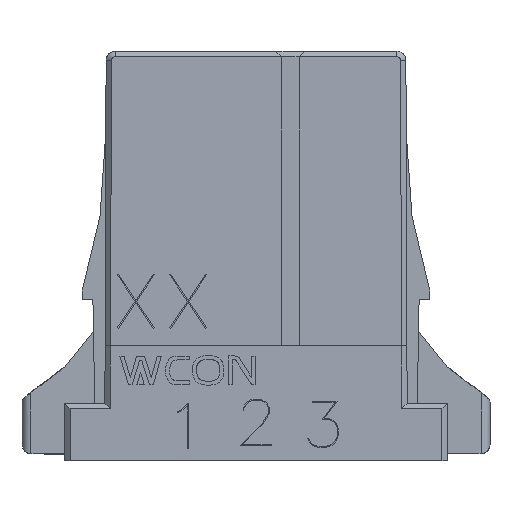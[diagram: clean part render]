
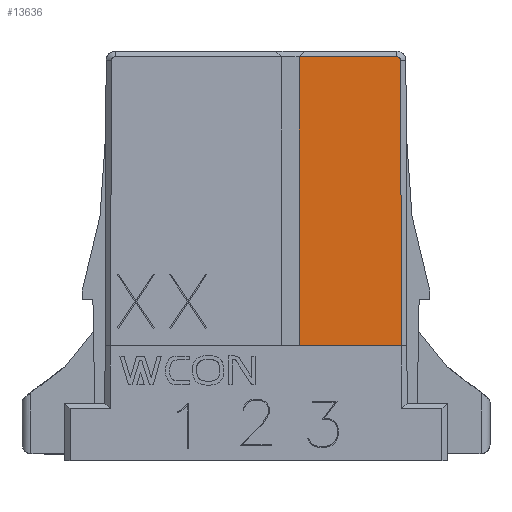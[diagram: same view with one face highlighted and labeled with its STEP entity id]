
A CAD part, front view. The second image highlights one B-rep face of the part: STEP entity #13636.
In plain terms, the highlighted free-form (B-spline) face has degree [1, 1] with [2, 2] control points.
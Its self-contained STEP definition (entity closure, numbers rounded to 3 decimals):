
#13103=CARTESIAN_POINT('',(6.215,-7.085,-16.4));
#13104=VERTEX_POINT('',#13103);
#13111=CARTESIAN_POINT('',(6.215,-7.029,-0.3));
#13112=VERTEX_POINT('',#13111);
#13113=CARTESIAN_POINT('',(6.215,-7.085,-16.4));
#13114=DIRECTION('',(0.,0.003,1.));
#13115=VECTOR('',#13114,16.1);
#13116=LINE('',#13113,#13115);
#13117=EDGE_CURVE('',#13104,#13112,#13116,.T.);
#13594=CARTESIAN_POINT('',(6.215,-7.085,-16.4));
#13595=CARTESIAN_POINT('',(6.215,-7.028,0.));
#13596=CARTESIAN_POINT('',(12.217,-7.085,-16.4));
#13597=CARTESIAN_POINT('',(12.217,-7.028,0.));
#13598=B_SPLINE_SURFACE_WITH_KNOTS('',1,1,((#13594,#13595),(#13596,#13597)),.RULED_SURF.,.F.,.F.,.U.,(2,2),(2,2),(0.566,0.806),(0.301,0.955),.UNSPECIFIED.);
#13599=ORIENTED_EDGE('',*,*,#13117,.F.);
#13600=CARTESIAN_POINT('',(11.917,-7.085,-16.4));
#13601=VERTEX_POINT('',#13600);
#13602=CARTESIAN_POINT('',(6.215,-7.085,-16.4));
#13603=DIRECTION('',(1.,0.,0.));
#13604=VECTOR('',#13603,5.702);
#13605=LINE('',#13602,#13604);
#13606=EDGE_CURVE('',#13104,#13601,#13605,.T.);
#13607=ORIENTED_EDGE('',*,*,#13606,.T.);
#13608=CARTESIAN_POINT('',(11.862,-7.029,-0.499));
#13609=VERTEX_POINT('',#13608);
#13610=CARTESIAN_POINT('',(11.917,-7.085,-16.4));
#13611=DIRECTION('',(-0.003,0.003,1.));
#13612=VECTOR('',#13611,15.901);
#13613=LINE('',#13610,#13612);
#13614=EDGE_CURVE('',#13601,#13609,#13613,.T.);
#13615=ORIENTED_EDGE('',*,*,#13614,.T.);
#13616=CARTESIAN_POINT('',(11.662,-7.029,-0.3));
#13617=VERTEX_POINT('',#13616);
#13618=CARTESIAN_POINT('',(11.862,-7.029,-0.499));
#13619=CARTESIAN_POINT('',(11.862,-7.029,-0.454));
#13620=CARTESIAN_POINT('',(11.832,-7.029,-0.392));
#13621=CARTESIAN_POINT('',(11.804,-7.029,-0.358));
#13622=CARTESIAN_POINT('',(11.77,-7.029,-0.329));
#13623=CARTESIAN_POINT('',(11.707,-7.029,-0.3));
#13624=CARTESIAN_POINT('',(11.662,-7.029,-0.3));
#13625=B_SPLINE_CURVE_WITH_KNOTS('',2,(#13618,#13619,#13620,#13621,#13622,#13623,#13624),.UNSPECIFIED.,.F.,.U.,(3,1,1,1,1,3),(0.,0.28,0.436,0.563,0.718,1.),.UNSPECIFIED.);
#13626=EDGE_CURVE('',#13609,#13617,#13625,.T.);
#13627=ORIENTED_EDGE('',*,*,#13626,.T.);
#13628=CARTESIAN_POINT('',(11.662,-7.029,-0.3));
#13629=DIRECTION('',(-1.,0.,0.));
#13630=VECTOR('',#13629,5.447);
#13631=LINE('',#13628,#13630);
#13632=EDGE_CURVE('',#13617,#13112,#13631,.T.);
#13633=ORIENTED_EDGE('',*,*,#13632,.T.);
#13634=EDGE_LOOP('',(#13599,#13607,#13615,#13627,#13633));
#13635=FACE_OUTER_BOUND('',#13634,.T.);
#13636=ADVANCED_FACE('',(#13635),#13598,.T.);
